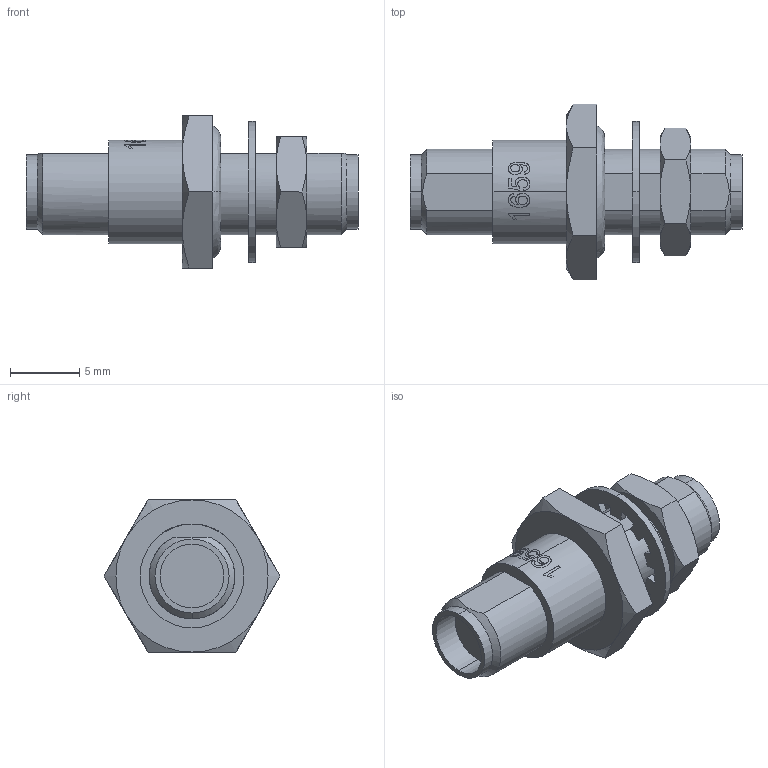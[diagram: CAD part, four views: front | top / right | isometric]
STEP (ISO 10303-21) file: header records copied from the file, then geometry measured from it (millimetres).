
FILE_DESCRIPTION (( 'STEP AP214' ), '1' );
FILE_NAME ('FMAD1659_3D.step', '2023-03-13T20:46:25', ( '' ), ( '' ), 'SwSTEP 2.0', 'SolidWorks 2022', '' );
FILE_SCHEMA (( 'AUTOMOTIVE_DESIGN' ));
Length unit declared in the file: inch
Products named in the file (5): Copy of ADS-K8K8-BF^FMAD1659; FMAD1659_3D; Copy of SMA8500S-4^FMAD1659; Copy of SMA8500S-5^FMAD1659; Copy of SMA8305-4^FMAD1659
Assembly tree (4 placements, depth 2):
  FMAD1659_3D
    Copy of ADS-K8K8-BF^FMAD1659
    Copy of SMA8305-4^FMAD1659
    Copy of SMA8500S-4^FMAD1659
    Copy of SMA8500S-5^FMAD1659
Bounding box: 24 x 12.7 x 11 mm (x, y, z)
Volume: 964.9 mm3; surface area: 1239.1 mm2
Topology: 4 solids, 4 shells, 176 faces, 443 edges, 285 vertices
Faces by surface type: bspline 61, plane 55, cylinder 46, cone 14
Entity records: 9272 total; most frequent: CARTESIAN_POINT 5262, ORIENTED_EDGE 886, DIRECTION 630, EDGE_CURVE 443, VERTEX_POINT 285, AXIS2_PLACEMENT_3D 243, EDGE_LOOP 192, B_SPLINE_CURVE_WITH_KNOTS 178
